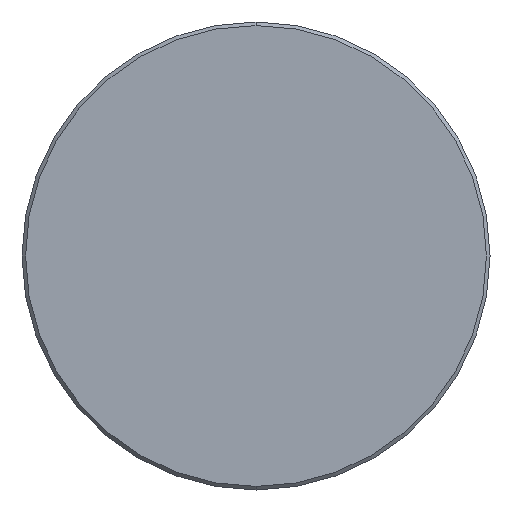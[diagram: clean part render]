
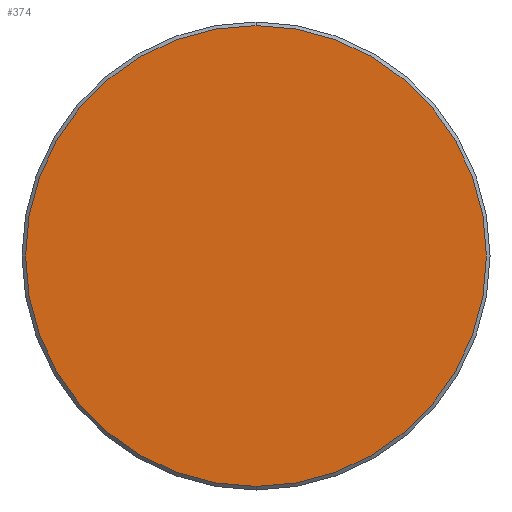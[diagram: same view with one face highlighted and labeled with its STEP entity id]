
A CAD part, front view. The second image highlights one B-rep face of the part: STEP entity #374.
In plain terms, the highlighted planar face has unit normal (0, -1, 0).
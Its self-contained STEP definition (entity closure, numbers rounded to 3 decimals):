
#9 = CARTESIAN_POINT ( 'NONE',  ( 0., -43., 0. ) ) ;
#24 = DIRECTION ( 'NONE',  ( 0., 1., 0. ) ) ;
#26 = DIRECTION ( 'NONE',  ( 0., 0., 1. ) ) ;
#75 = FACE_OUTER_BOUND ( 'NONE', #166, .T. ) ;
#99 = CIRCLE ( 'NONE', #165, 16.74 ) ;
#105 = EDGE_CURVE ( 'NONE', #156, #113, #182, .T. ) ;
#106 = PLANE ( 'NONE',  #209 ) ;
#113 = VERTEX_POINT ( 'NONE', #345 ) ;
#127 = DIRECTION ( 'NONE',  ( 0., 0., 1. ) ) ;
#156 = VERTEX_POINT ( 'NONE', #571 ) ;
#165 = AXIS2_PLACEMENT_3D ( 'NONE', #296, #24, #26 ) ;
#166 = EDGE_LOOP ( 'NONE', ( #683, #426 ) ) ;
#182 = CIRCLE ( 'NONE', #423, 16.74 ) ;
#209 = AXIS2_PLACEMENT_3D ( 'NONE', #9, #588, #485 ) ;
#284 = CARTESIAN_POINT ( 'NONE',  ( 0., -43., 0. ) ) ;
#296 = CARTESIAN_POINT ( 'NONE',  ( 0., -43., 0. ) ) ;
#345 = CARTESIAN_POINT ( 'NONE',  ( 0., -43., 16.74 ) ) ;
#374 = ADVANCED_FACE ( 'NONE', ( #75 ), #106, .T. ) ;
#423 = AXIS2_PLACEMENT_3D ( 'NONE', #284, #561, #127 ) ;
#426 = ORIENTED_EDGE ( 'NONE', *, *, #105, .F. ) ;
#485 = DIRECTION ( 'NONE',  ( 0., 0., -1. ) ) ;
#561 = DIRECTION ( 'NONE',  ( 0., 1., 0. ) ) ;
#571 = CARTESIAN_POINT ( 'NONE',  ( 0., -43., -16.74 ) ) ;
#588 = DIRECTION ( 'NONE',  ( 0., -1., 0. ) ) ;
#606 = EDGE_CURVE ( 'NONE', #113, #156, #99, .T. ) ;
#683 = ORIENTED_EDGE ( 'NONE', *, *, #606, .F. ) ;
